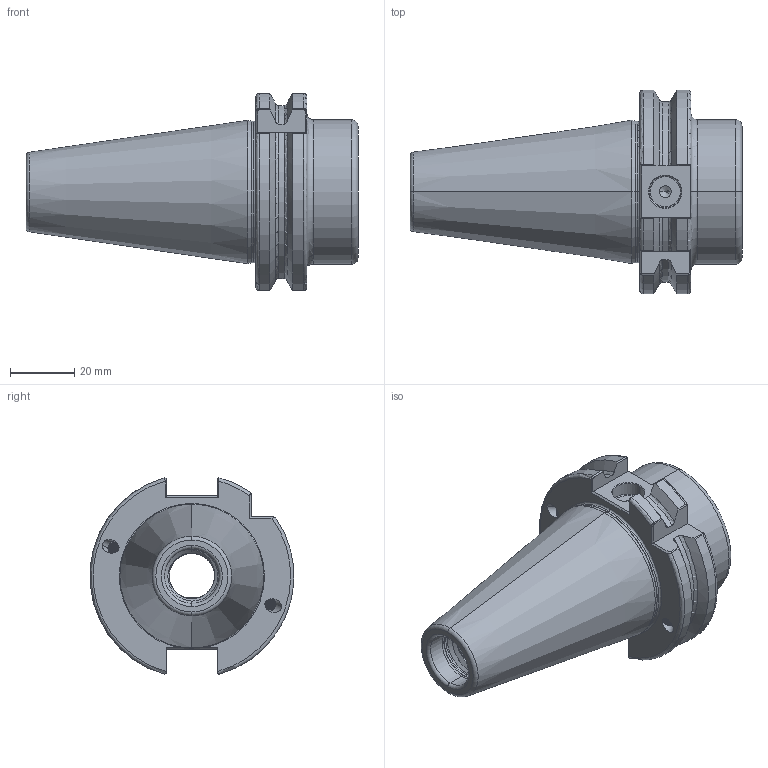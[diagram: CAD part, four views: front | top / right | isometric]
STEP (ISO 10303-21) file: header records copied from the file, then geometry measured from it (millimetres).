
FILE_DESCRIPTION (( 'STEP AP203' ), '1' );
FILE_NAME ('403.04.20.0.STEP', '2016-11-25T07:31:08', ( '' ), ( '' ), 'SwSTEP 2.0', 'SolidWorks 2012', '' );
FILE_SCHEMA (( 'CONFIG_CONTROL_DESIGN' ));
Length unit declared in the file: millimetre
Products named in the file (3): 403.04.20.0; 側固16_M16x2_16L
Assembly tree (2 placements, depth 2):
  403.04.20.0
    403.04.20.0
    側固16_M16x2_16L
Bounding box: 103.4 x 63.41 x 61.24 mm (x, y, z)
Volume: 111083 mm3; surface area: 28880.4 mm2
Topology: 2 solids, 2 shells, 291 faces, 806 edges, 505 vertices
Faces by surface type: cylinder 132, plane 55, cone 44, torus 32, bspline 28
Entity records: 21827 total; most frequent: CARTESIAN_POINT 15087, ORIENTED_EDGE 1580, DIRECTION 1102, EDGE_CURVE 790, VERTEX_POINT 505, AXIS2_PLACEMENT_3D 431, EDGE_LOOP 305, FACE_OUTER_BOUND 291
